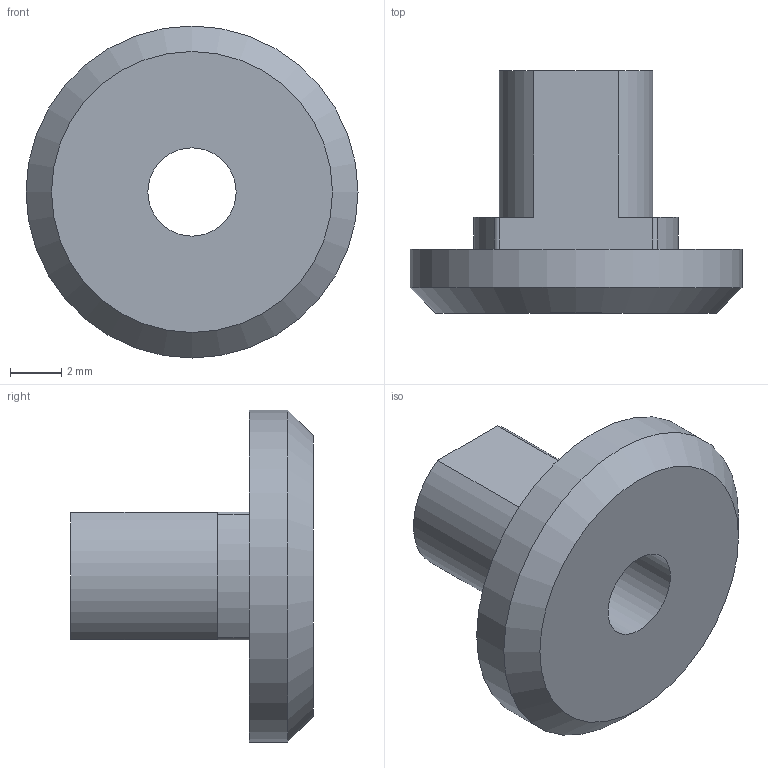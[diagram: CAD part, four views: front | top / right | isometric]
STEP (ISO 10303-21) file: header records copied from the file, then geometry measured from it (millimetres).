
FILE_DESCRIPTION (( 'STEP AP214' ), '1' );
FILE_NAME ('D1900351 - v6 - BOSEM ADJUSTER LOCK-OFF NUT.STEP', '2022-07-28T13:33:42', ( '' ), ( '' ), 'SwSTEP 2.0', 'SolidWorks 2021', '' );
FILE_SCHEMA (( 'AUTOMOTIVE_DESIGN' ));
Length unit declared in the file: millimetre
Products named in the file (1): D1900351 - v6 - BOSEM ADJUSTER LOCK-OFF NUT
Bounding box: 13 x 9.5 x 13 mm (x, y, z)
Volume: 419.6 mm3; surface area: 561.8 mm2
Topology: 1 solids, 1 shells, 18 faces, 45 edges, 30 vertices
Faces by surface type: cylinder 10, plane 7, cone 1
Full cylindrical faces by diameter (mm): 3.454 x1, 13 x1
Entity records: 575 total; most frequent: DIRECTION 100, CARTESIAN_POINT 89, ORIENTED_EDGE 82, EDGE_CURVE 41, AXIS2_PLACEMENT_3D 40, VERTEX_POINT 29, EDGE_LOOP 24, CIRCLE 21
